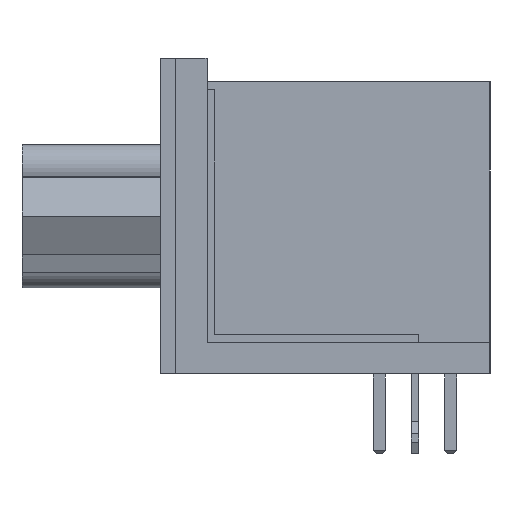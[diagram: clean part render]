
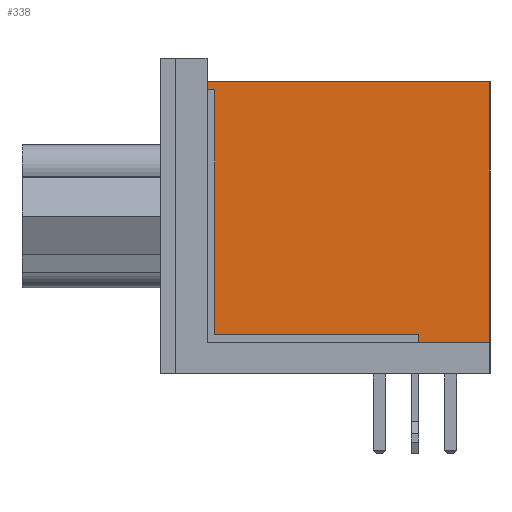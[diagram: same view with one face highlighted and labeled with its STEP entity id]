
A CAD part, left-side view. The second image highlights one B-rep face of the part: STEP entity #338.
In plain terms, the highlighted planar face has unit normal (-1, 0, 0).
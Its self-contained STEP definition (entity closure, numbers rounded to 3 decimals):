
#300=CARTESIAN_POINT('',(-14.364,-2.51,11.607));
#299=VERTEX_POINT('',#300);
#310=CARTESIAN_POINT('',(-14.364,-13.752,11.607));
#309=VERTEX_POINT('',#310);
#308=EDGE_CURVE('',#309,#299,#313,.T.);
#313=LINE('',#310,#315);
#315=VECTOR('',#316,11.242);
#316=DIRECTION('',(0.0,1.0,0.0));
#338=ADVANCED_FACE('',(#344),#339,.T.);
#339=PLANE('',#340);
#340=AXIS2_PLACEMENT_3D('',#341,#342,#343);
#341=CARTESIAN_POINT('',(-14.364,-2.51,1.255));
#342=DIRECTION('',(-1.0,0.0,0.0));
#343=DIRECTION('',(0.,0.,1.));
#344=FACE_OUTER_BOUND('',#345,.T.);
#345=EDGE_LOOP('',(#346,#356,#366,#376));
#349=CARTESIAN_POINT('',(-14.364,-13.752,1.255));
#348=VERTEX_POINT('',#349);
#351=CARTESIAN_POINT('',(-14.364,-2.51,1.255));
#350=VERTEX_POINT('',#351);
#347=EDGE_CURVE('',#348,#350,#352,.T.);
#352=LINE('',#349,#354);
#354=VECTOR('',#355,11.242);
#355=DIRECTION('',(0.0,1.0,0.0));
#346=ORIENTED_EDGE('',*,*,#347,.F.);
#357=EDGE_CURVE('',#309,#348,#362,.T.);
#362=LINE('',#310,#364);
#364=VECTOR('',#365,10.352);
#365=DIRECTION('',(0.0,0.0,-1.0));
#356=ORIENTED_EDGE('',*,*,#357,.F.);
#366=ORIENTED_EDGE('',*,*,#308,.T.);
#377=EDGE_CURVE('',#350,#299,#382,.T.);
#382=LINE('',#351,#384);
#384=VECTOR('',#385,10.352);
#385=DIRECTION('',(0.0,0.0,1.0));
#376=ORIENTED_EDGE('',*,*,#377,.F.);
